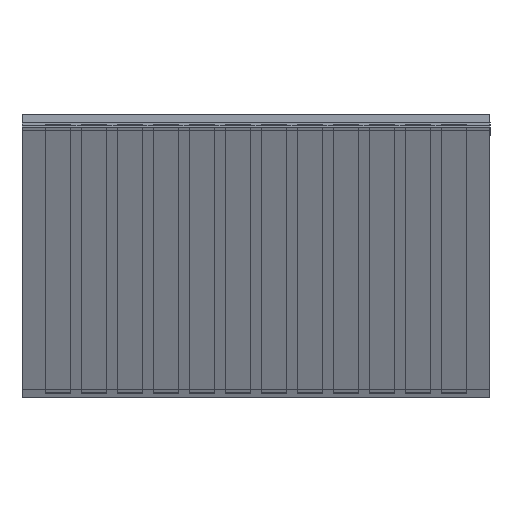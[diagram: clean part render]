
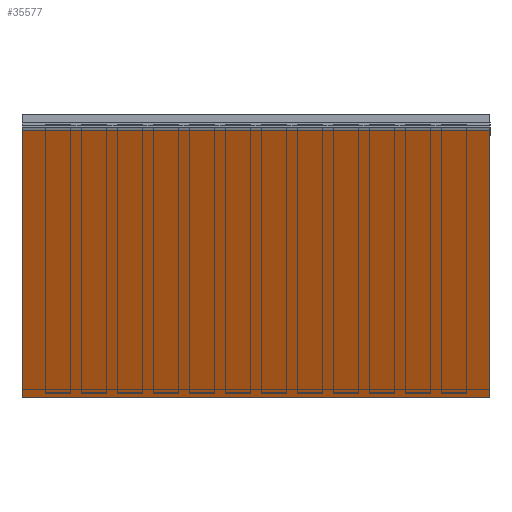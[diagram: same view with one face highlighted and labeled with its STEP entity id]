
A CAD part, left-side view. The second image highlights one B-rep face of the part: STEP entity #35577.
In plain terms, the highlighted planar face has unit normal (-0.915, 0, -0.403).
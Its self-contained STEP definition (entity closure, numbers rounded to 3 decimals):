
#24=B_SPLINE_CURVE_WITH_KNOTS('',3,(#50587,#50588,#50589,#50590),
 .UNSPECIFIED.,.F.,.F.,(4,4),(0.,1.),.UNSPECIFIED.);
#4949=ORIENTED_EDGE('',*,*,#11166,.F.);
#4950=ORIENTED_EDGE('',*,*,#11317,.F.);
#4951=ORIENTED_EDGE('',*,*,#11158,.T.);
#4952=ORIENTED_EDGE('',*,*,#11319,.T.);
#11158=EDGE_CURVE('',#13844,#13843,#17456,.T.);
#11166=EDGE_CURVE('',#13850,#13851,#17464,.T.);
#11317=EDGE_CURVE('',#13844,#13850,#24,.T.);
#11319=EDGE_CURVE('',#13843,#13851,#17616,.T.);
#13843=VERTEX_POINT('',#50259);
#13844=VERTEX_POINT('',#50261);
#13850=VERTEX_POINT('',#50275);
#13851=VERTEX_POINT('',#50277);
#17456=LINE('',#50260,#21244);
#17464=LINE('',#50276,#21252);
#17616=LINE('',#50594,#21404);
#21244=VECTOR('',#42687,1000.);
#21252=VECTOR('',#42697,1000.);
#21404=VECTOR('',#42889,1000.);
#22734=EDGE_LOOP('',(#4949,#4950,#4951,#4952));
#24018=FACE_BOUND('',#22734,.T.);
#25302=PLANE('',#36868);
#35577=ADVANCED_FACE('',(#24018),#25302,.T.);
#36868=AXIS2_PLACEMENT_3D('',#50593,#42887,#42888);
#42687=DIRECTION('',(0.403,0.,-0.915));
#42697=DIRECTION('',(0.403,0.,-0.915));
#42887=DIRECTION('',(-0.915,0.,-0.403));
#42888=DIRECTION('',(-0.403,0.,0.915));
#42889=DIRECTION('',(0.,-1.,0.));
#50259=CARTESIAN_POINT('',(38.3,13.,-7.575));
#50260=CARTESIAN_POINT('',(35.04,13.,-0.167));
#50261=CARTESIAN_POINT('',(35.04,13.,-0.167));
#50275=CARTESIAN_POINT('',(35.04,0.,-0.167));
#50276=CARTESIAN_POINT('',(35.04,0.,-0.167));
#50277=CARTESIAN_POINT('',(38.3,0.,-7.575));
#50587=CARTESIAN_POINT('',(35.04,13.,-0.167));
#50588=CARTESIAN_POINT('',(35.04,8.667,-0.167));
#50589=CARTESIAN_POINT('',(35.04,4.333,-0.167));
#50590=CARTESIAN_POINT('',(35.04,0.,-0.167));
#50593=CARTESIAN_POINT('',(35.04,13.,-0.167));
#50594=CARTESIAN_POINT('',(38.3,13.,-7.575));
